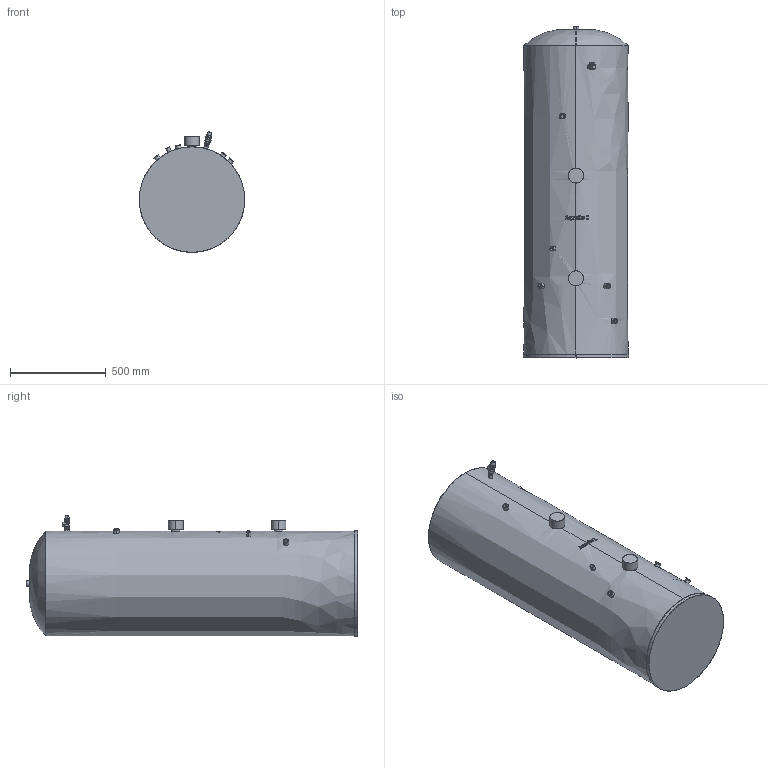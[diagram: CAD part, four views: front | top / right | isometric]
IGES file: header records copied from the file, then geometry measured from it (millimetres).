
Start section: SolidWorks IGES file using analytic representation for surfaces
Global section: file name: IGSAF4250 .IGS; native system: SolidWorks 2016; preprocessor: SolidWorks 2016; author: malcolmt; date: 160224.104610; units: millimetre
Bounding box: 549.73 x 1729.5 x 628.86 mm (x, y, z)
Surface area: 3363825.2 mm2 (no closed solid volume)
Topology: 0 solids, 0 shells, 259 faces, 5143 edges, 5143 vertices
Faces by surface type: bspline 164, revolution 95
